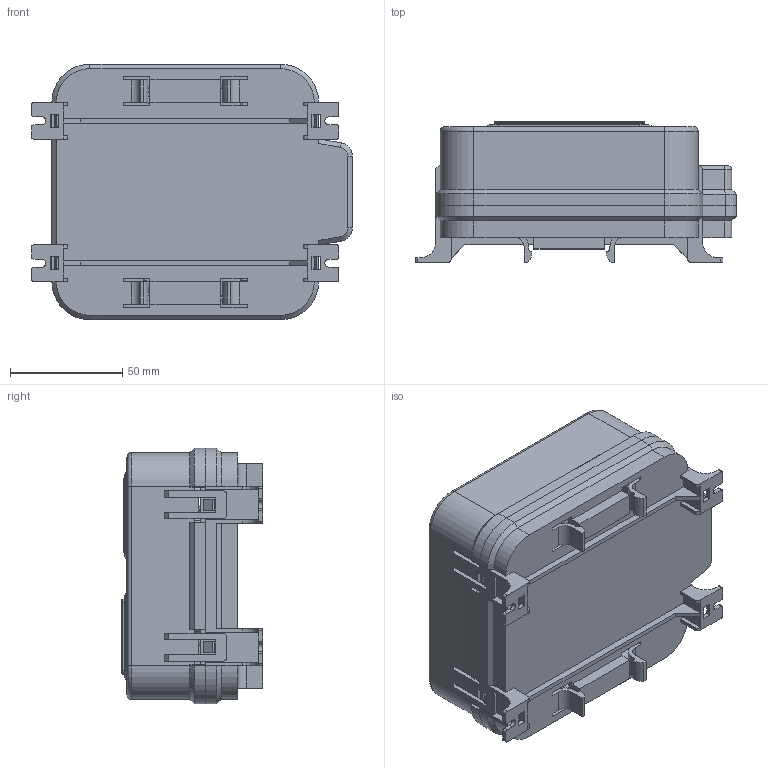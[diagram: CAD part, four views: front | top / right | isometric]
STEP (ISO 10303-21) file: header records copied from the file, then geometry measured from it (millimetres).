
FILE_DESCRIPTION (( 'STEP AP214' ), '1' );
FILE_NAME ('GR-REC4-GFCI.STEP', '2024-05-07T09:03:15', ( '' ), ( '' ), 'SwSTEP 2.0', 'SolidWorks 2023', '' );
FILE_SCHEMA (( 'AUTOMOTIVE_DESIGN' ));
Length unit declared in the file: inch
Products named in the file (1): GR-REC4-GFCI
Bounding box: 143 x 63 x 114 mm (x, y, z)
Volume: 275374.6 mm3; surface area: 161298.9 mm2
Topology: 24 solids, 24 shells, 2273 faces, 5980 edges, 3912 vertices
Faces by surface type: plane 1654, cylinder 377, bspline 121, torus 66, cone 55
Full cylindrical faces by diameter (mm): 2.8 x14, 3 x18, 3.25 x16, 3.3 x2, 3.5 x8, 3.9 x2, 4 x2, 4.5 x8, 4.8 x6, 5 x10, 7 x15, 7.5 x8, 8 x9
Entity records: 71744 total; most frequent: CARTESIAN_POINT 16313, ORIENTED_EDGE 11556, DIRECTION 10642, EDGE_CURVE 5778, VECTOR 4538, LINE 4538, VERTEX_POINT 3859, AXIS2_PLACEMENT_3D 3052
